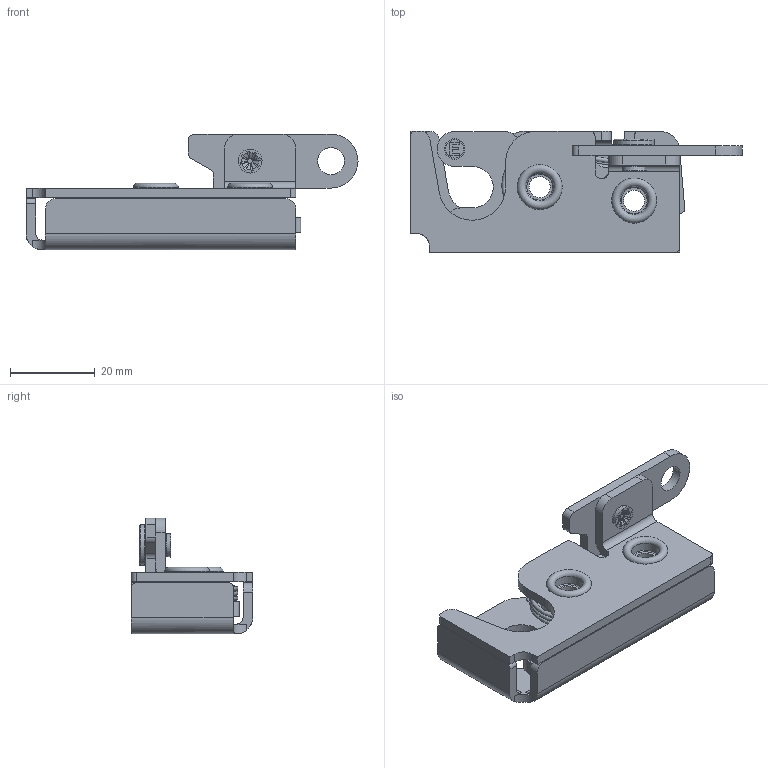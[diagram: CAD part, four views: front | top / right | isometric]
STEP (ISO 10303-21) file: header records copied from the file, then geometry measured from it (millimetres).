
FILE_DESCRIPTION((''),'2;1');
FILE_NAME('1-240 L_Shrinkwrap_1.stp','2012-06-29T11:20:33',('abart'),(''),'Autodesk Inventor 2012','Autodesk Inventor 2012','');
FILE_SCHEMA(('AUTOMOTIVE_DESIGN { 1 0 10303 214 1 1 1 1 }'));
Length unit declared in the file: inch
Products named in the file (1): 1-240 L_Shrinkwrap_1
Bounding box: 78.17 x 28.58 x 27.25 mm (x, y, z)
Volume: 14569.4 mm3; surface area: 15701.5 mm2
Topology: 1 solids, 2 shells, 661 faces, 1767 edges, 1164 vertices
Faces by surface type: plane 412, cylinder 134, bspline 74, torus 32, cone 9
Full cylindrical faces by diameter (mm): 1.016 x3, 2.337 x1, 3.175 x1, 4.318 x2, 4.826 x3, 4.978 x2, 5.207 x1, 6.096 x1, 6.35 x1, 6.528 x1, 6.629 x4, 8.42 x4, 9.525 x1, 11.113 x2, 11.367 x2, 12.7 x2
Entity records: 22677 total; most frequent: CARTESIAN_POINT 6012, ORIENTED_EDGE 3408, DIRECTION 3035, EDGE_CURVE 1704, VECTOR 1159, LINE 1159, VERTEX_POINT 1152, AXIS2_PLACEMENT_3D 938
